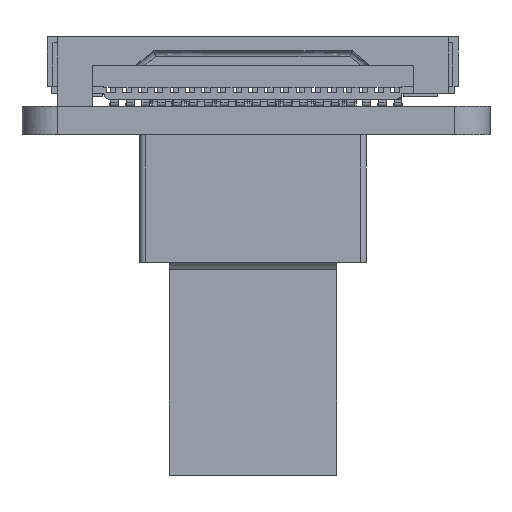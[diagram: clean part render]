
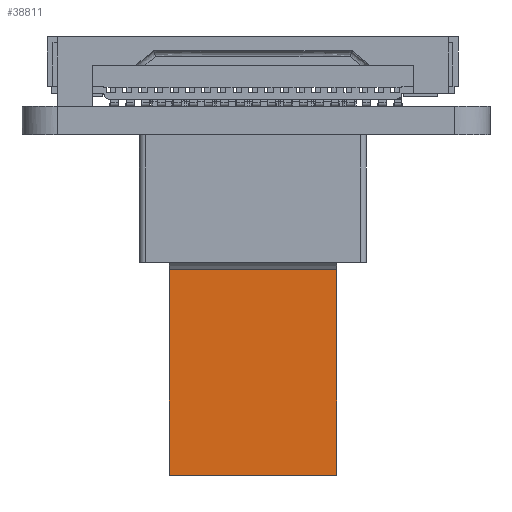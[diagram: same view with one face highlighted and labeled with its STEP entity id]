
A CAD part, front view. The second image highlights one B-rep face of the part: STEP entity #38811.
In plain terms, the highlighted free-form (B-spline) face has degree [1, 1] with [2, 2] control points.
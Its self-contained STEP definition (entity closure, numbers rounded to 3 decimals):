
#38780 = VERTEX_POINT('',#38781);
#38781 = CARTESIAN_POINT('',(-3.996,-17.609,
    -7.462));
#38787 = EDGE_CURVE('',#38788,#38780,#38790,.T.);
#38788 = VERTEX_POINT('',#38789);
#38789 = CARTESIAN_POINT('',(3.996,-17.609,
    -7.462));
#38790 = B_SPLINE_CURVE_WITH_KNOTS('',1,(#38791,#38792),.UNSPECIFIED.,
  .F.,.F.,(2,2),(-6.95,-1.05),.PIECEWISE_BEZIER_KNOTS.);
#38791 = CARTESIAN_POINT('',(3.996,-17.609,
    -7.462));
#38792 = CARTESIAN_POINT('',(-3.996,-17.609,
    -7.462));
#38811 = ADVANCED_FACE('',(#38812),#38834,.T.);
#38812 = FACE_BOUND('',#38813,.T.);
#38813 = EDGE_LOOP('',(#38814,#38815,#38822,#38829));
#38814 = ORIENTED_EDGE('',*,*,#38787,.T.);
#38815 = ORIENTED_EDGE('',*,*,#38816,.T.);
#38816 = EDGE_CURVE('',#38780,#38817,#38819,.T.);
#38817 = VERTEX_POINT('',#38818);
#38818 = CARTESIAN_POINT('',(-3.996,-17.609,
    -17.278));
#38819 = B_SPLINE_CURVE_WITH_KNOTS('',1,(#38820,#38821),.UNSPECIFIED.,
  .F.,.F.,(2,2),(0.253,7.5),.PIECEWISE_BEZIER_KNOTS.);
#38820 = CARTESIAN_POINT('',(-3.996,-17.609,
    -7.462));
#38821 = CARTESIAN_POINT('',(-3.996,-17.609,
    -17.278));
#38822 = ORIENTED_EDGE('',*,*,#38823,.F.);
#38823 = EDGE_CURVE('',#38824,#38817,#38826,.T.);
#38824 = VERTEX_POINT('',#38825);
#38825 = CARTESIAN_POINT('',(3.996,-17.609,
    -17.278));
#38826 = B_SPLINE_CURVE_WITH_KNOTS('',1,(#38827,#38828),.UNSPECIFIED.,
  .F.,.F.,(2,2),(-5.9,0.),.PIECEWISE_BEZIER_KNOTS.);
#38827 = CARTESIAN_POINT('',(3.996,-17.609,
    -17.278));
#38828 = CARTESIAN_POINT('',(-3.996,-17.609,
    -17.278));
#38829 = ORIENTED_EDGE('',*,*,#38830,.F.);
#38830 = EDGE_CURVE('',#38788,#38824,#38831,.T.);
#38831 = B_SPLINE_CURVE_WITH_KNOTS('',1,(#38832,#38833),.UNSPECIFIED.,
  .F.,.F.,(2,2),(0.253,7.5),.PIECEWISE_BEZIER_KNOTS.);
#38832 = CARTESIAN_POINT('',(3.996,-17.609,
    -7.462));
#38833 = CARTESIAN_POINT('',(3.996,-17.609,
    -17.278));
#38834 = B_SPLINE_SURFACE_WITH_KNOTS('',1,1,(
    (#38835,#38836)
    ,(#38837,#38838
    )),.UNSPECIFIED.,.F.,.F.,.F.,(2,2),(2,2),(0.,5.9),(0.253,
    7.5),.PIECEWISE_BEZIER_KNOTS.);
#38835 = CARTESIAN_POINT('',(3.996,-17.609,
    -7.462));
#38836 = CARTESIAN_POINT('',(3.996,-17.609,
    -17.278));
#38837 = CARTESIAN_POINT('',(-3.996,-17.609,
    -7.462));
#38838 = CARTESIAN_POINT('',(-3.996,-17.609,
    -17.278));
